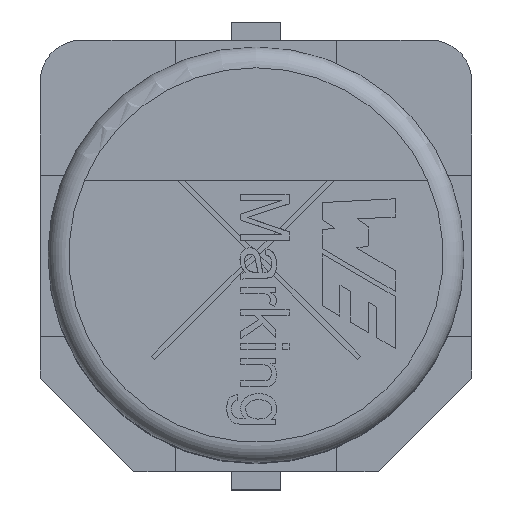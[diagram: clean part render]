
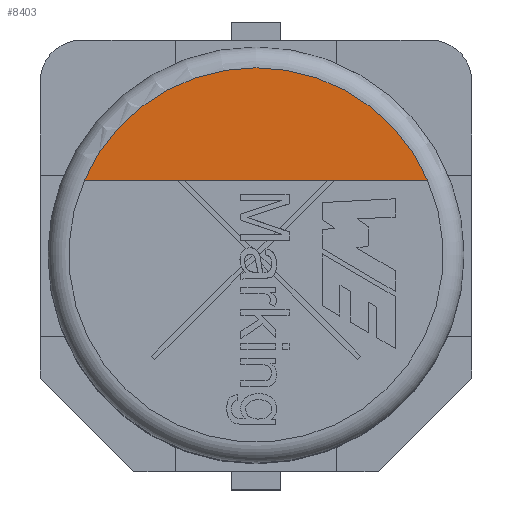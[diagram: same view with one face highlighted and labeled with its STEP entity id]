
A CAD part, top view. The second image highlights one B-rep face of the part: STEP entity #8403.
In plain terms, the highlighted planar face has unit normal (0, 0, 1).
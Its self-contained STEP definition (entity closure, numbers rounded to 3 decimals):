
#7519 = PLANE('',#7520);
#7520 = AXIS2_PLACEMENT_3D('',#7521,#7522,#7523);
#7521 = CARTESIAN_POINT('',(-1.44,3.299,10.94));
#7522 = DIRECTION('',(-1.,0.,0.));
#7523 = DIRECTION('',(0.,0.,1.));
#8403 = ADVANCED_FACE('',(#8404),#8419,.F.);
#8404 = FACE_BOUND('',#8405,.T.);
#8405 = EDGE_LOOP('',(#8406,#8464));
#8406 = ORIENTED_EDGE('',*,*,#8407,.F.);
#8407 = EDGE_CURVE('',#8408,#8410,#8412,.T.);
#8408 = VERTEX_POINT('',#8409);
#8409 = CARTESIAN_POINT('',(-1.44,-3.299,10.94));
#8410 = VERTEX_POINT('',#8411);
#8411 = CARTESIAN_POINT('',(-1.44,3.299,10.94));
#8412 = SURFACE_CURVE('',#8413,(#8418,#8430),.PCURVE_S1.);
#8413 = CIRCLE('',#8414,3.6);
#8414 = AXIS2_PLACEMENT_3D('',#8415,#8416,#8417);
#8415 = CARTESIAN_POINT('',(0.,0.,10.94));
#8416 = DIRECTION('',(0.,0.,-1.));
#8417 = DIRECTION('',(1.,0.,0.));
#8418 = PCURVE('',#8419,#8424);
#8419 = PLANE('',#8420);
#8420 = AXIS2_PLACEMENT_3D('',#8421,#8422,#8423);
#8421 = CARTESIAN_POINT('',(0.,0.,10.94));
#8422 = DIRECTION('',(0.,0.,-1.));
#8423 = DIRECTION('',(-1.,0.,0.));
#8424 = DEFINITIONAL_REPRESENTATION('',(#8425),#8429);
#8425 = CIRCLE('',#8426,3.6);
#8426 = AXIS2_PLACEMENT_2D('',#8427,#8428);
#8427 = CARTESIAN_POINT('',(0.,0.));
#8428 = DIRECTION('',(-1.,0.));
#8429 = ( GEOMETRIC_REPRESENTATION_CONTEXT(2) 
PARAMETRIC_REPRESENTATION_CONTEXT() REPRESENTATION_CONTEXT('2D SPACE',''
  ) );
#8430 = PCURVE('',#8431,#8436);
#8431 = CYLINDRICAL_SURFACE('',#8432,3.6);
#8432 = AXIS2_PLACEMENT_3D('',#8433,#8434,#8435);
#8433 = CARTESIAN_POINT('',(0.,0.,10.94));
#8434 = DIRECTION('',(0.,0.,-1.));
#8435 = DIRECTION('',(1.,0.,0.));
#8436 = DEFINITIONAL_REPRESENTATION('',(#8437),#8463);
#8437 = B_SPLINE_CURVE_WITH_KNOTS('',3,(#8438,#8439,#8440,#8441,#8442,
    #8443,#8444,#8445,#8446,#8447,#8448,#8449,#8450,#8451,#8452,#8453,
    #8454,#8455,#8456,#8457,#8458,#8459,#8460,#8461,#8462),
  .UNSPECIFIED.,.F.,.F.,(4,1,1,1,1,1,1,1,1,1,1,1,1,1,1,1,1,1,1,1,1,1,4),
  (1.982,2.088,2.193,2.298,
    2.404,2.509,2.615,2.72,
    2.825,2.931,3.036,3.142,
    3.247,3.352,3.458,3.563,
    3.669,3.774,3.879,3.985,
    4.09,4.195,4.301),
  .QUASI_UNIFORM_KNOTS.);
#8438 = CARTESIAN_POINT('',(1.982,0.));
#8439 = CARTESIAN_POINT('',(2.017,0.));
#8440 = CARTESIAN_POINT('',(2.088,0.));
#8441 = CARTESIAN_POINT('',(2.193,0.));
#8442 = CARTESIAN_POINT('',(2.298,0.));
#8443 = CARTESIAN_POINT('',(2.404,0.));
#8444 = CARTESIAN_POINT('',(2.509,0.));
#8445 = CARTESIAN_POINT('',(2.615,0.));
#8446 = CARTESIAN_POINT('',(2.72,0.));
#8447 = CARTESIAN_POINT('',(2.825,0.));
#8448 = CARTESIAN_POINT('',(2.931,0.));
#8449 = CARTESIAN_POINT('',(3.036,0.));
#8450 = CARTESIAN_POINT('',(3.142,0.));
#8451 = CARTESIAN_POINT('',(3.247,0.));
#8452 = CARTESIAN_POINT('',(3.352,0.));
#8453 = CARTESIAN_POINT('',(3.458,0.));
#8454 = CARTESIAN_POINT('',(3.563,0.));
#8455 = CARTESIAN_POINT('',(3.669,0.));
#8456 = CARTESIAN_POINT('',(3.774,0.));
#8457 = CARTESIAN_POINT('',(3.879,0.));
#8458 = CARTESIAN_POINT('',(3.985,0.));
#8459 = CARTESIAN_POINT('',(4.09,0.));
#8460 = CARTESIAN_POINT('',(4.195,0.));
#8461 = CARTESIAN_POINT('',(4.266,0.));
#8462 = CARTESIAN_POINT('',(4.301,0.));
#8463 = ( GEOMETRIC_REPRESENTATION_CONTEXT(2) 
PARAMETRIC_REPRESENTATION_CONTEXT() REPRESENTATION_CONTEXT('2D SPACE',''
  ) );
#8464 = ORIENTED_EDGE('',*,*,#8465,.F.);
#8465 = EDGE_CURVE('',#8410,#8408,#8466,.T.);
#8466 = SURFACE_CURVE('',#8467,(#8471,#8478),.PCURVE_S1.);
#8467 = LINE('',#8468,#8469);
#8468 = CARTESIAN_POINT('',(-1.44,3.299,10.94));
#8469 = VECTOR('',#8470,1.);
#8470 = DIRECTION('',(0.,-1.,0.));
#8471 = PCURVE('',#8419,#8472);
#8472 = DEFINITIONAL_REPRESENTATION('',(#8473),#8477);
#8473 = LINE('',#8474,#8475);
#8474 = CARTESIAN_POINT('',(1.44,3.299));
#8475 = VECTOR('',#8476,1.);
#8476 = DIRECTION('',(0.,-1.));
#8477 = ( GEOMETRIC_REPRESENTATION_CONTEXT(2) 
PARAMETRIC_REPRESENTATION_CONTEXT() REPRESENTATION_CONTEXT('2D SPACE',''
  ) );
#8478 = PCURVE('',#7519,#8479);
#8479 = DEFINITIONAL_REPRESENTATION('',(#8480),#8484);
#8480 = LINE('',#8481,#8482);
#8481 = CARTESIAN_POINT('',(0.,0.));
#8482 = VECTOR('',#8483,1.);
#8483 = DIRECTION('',(0.,-1.));
#8484 = ( GEOMETRIC_REPRESENTATION_CONTEXT(2) 
PARAMETRIC_REPRESENTATION_CONTEXT() REPRESENTATION_CONTEXT('2D SPACE',''
  ) );
